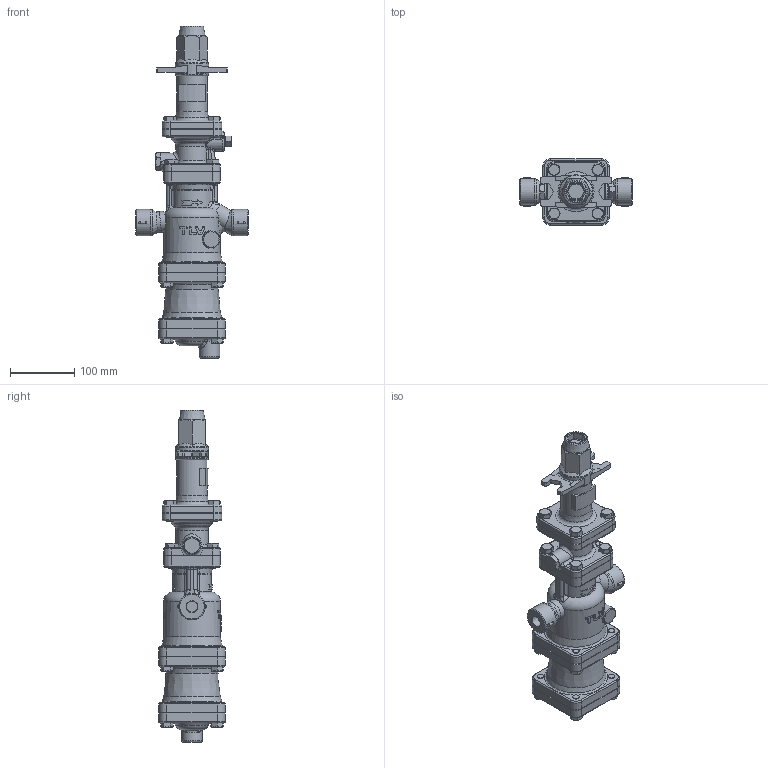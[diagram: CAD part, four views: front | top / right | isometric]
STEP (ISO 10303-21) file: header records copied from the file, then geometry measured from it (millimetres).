
FILE_DESCRIPTION((''),'2;1');
FILE_NAME('cos21-015-screw-00.stp','2010-06-24T10:08:38',('nakaot'),(''),'Autodesk Inventor 2008','Autodesk Inventor 2008','');
FILE_SCHEMA(('AUTOMOTIVE_DESIGN { 1 0 10303 214 1 1 1 1 }'));
Length unit declared in the file: millimetre
Products named in the file (1): cos21-015-screw-00
Bounding box: 175 x 103 x 515 mm (x, y, z)
Volume: 2587006.2 mm3; surface area: 248374.3 mm2
Topology: 1 solids, 1 shells, 788 faces, 1914 edges, 1168 vertices
Faces by surface type: plane 297, bspline 194, cylinder 187, torus 53, cone 49, sphere 8
Full cylindrical faces by diameter (mm): 10 x32, 26 x1, 32 x2, 41 x2, 48 x1, 52 x1, 60 x1, 70 x1, 80 x1, 88 x1, 90 x1
Entity records: 43407 total; most frequent: CARTESIAN_POINT 26894, ORIENTED_EDGE 3464, DIRECTION 3140, EDGE_CURVE 1732, AXIS2_PLACEMENT_3D 1244, VERTEX_POINT 1139, EDGE_LOOP 1013, FACE_OUTER_BOUND 788
